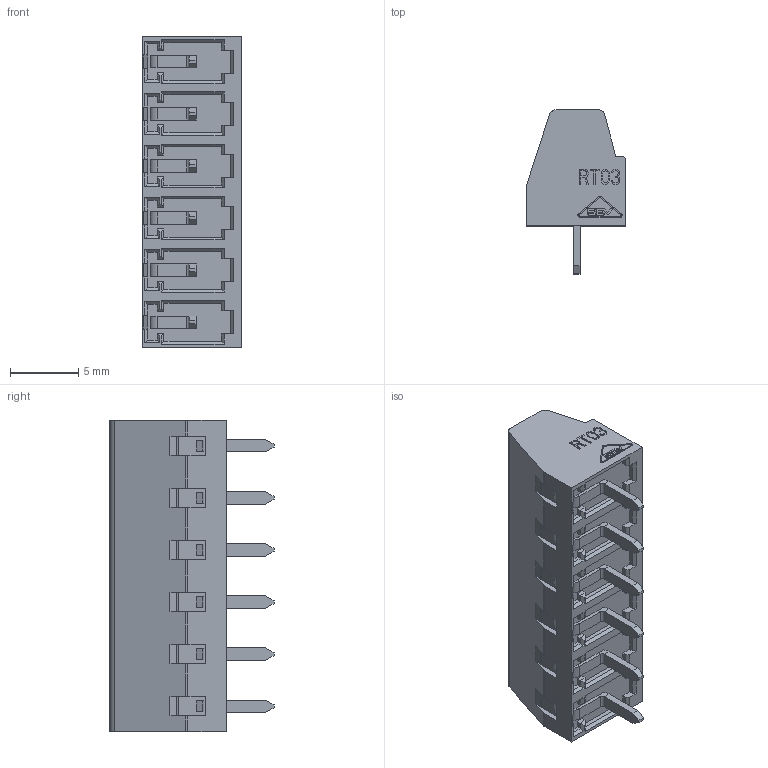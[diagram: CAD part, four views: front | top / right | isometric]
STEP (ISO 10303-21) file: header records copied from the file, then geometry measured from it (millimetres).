
FILE_DESCRIPTION((''),'2;1');
FILE_NAME('31086106_SW0001','2023-10-26T07:18:07',('antonh'),(''),'CREO PARAMETRIC BY PTC INC, 2022014','CREO PARAMETRIC BY PTC INC, 2022014','');
FILE_SCHEMA(('CONFIG_CONTROL_DESIGN'));
Length unit declared in the file: millimetre
Products named in the file (1): 31086106_SW0001
Bounding box: 7.3 x 12 x 22.81 mm (x, y, z)
Volume: 1105.6 mm3; surface area: 1209 mm2
Topology: 1 solids, 1 shells, 1186 faces, 3162 edges, 2035 vertices
Faces by surface type: plane 1034, cylinder 102, cone 36, torus 12, sphere 2
Entity records: 37232 total; most frequent: CARTESIAN_POINT 8145, ORIENTED_EDGE 6320, DIRECTION 5476, EDGE_CURVE 3160, VECTOR 2580, LINE 2580, VERTEX_POINT 2035, AXIS2_PLACEMENT_3D 1448
